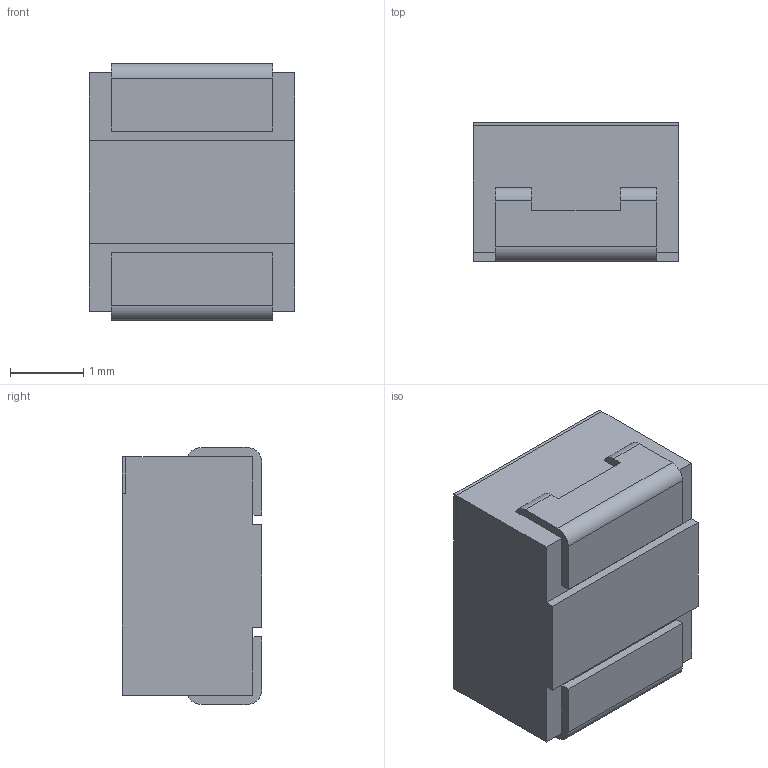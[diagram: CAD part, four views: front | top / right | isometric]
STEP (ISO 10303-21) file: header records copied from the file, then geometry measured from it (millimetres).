
FILE_DESCRIPTION(/* description */ (''),/* implementation_level */ '2;1');
FILE_NAME(/* name */ 'TAJB107K006RNJ.stp',/* time_stamp */ '2020-04-02T10:45:40+02:00',/* author */ ('sawaiz'),/* organization */ (''),/* preprocessor_version */ 'ST-DEVELOPER v18',/* originating_system */ 'Autodesk Inventor 2020',/* authorisation */ '');
FILE_SCHEMA (('AUTOMOTIVE_DESIGN { 1 0 10303 214 3 1 1 }'));
Length unit declared in the file: millimetre
Products named in the file (1): TAJB107K006RNJ
Bounding box: 2.8 x 1.9 x 3.5 mm (x, y, z)
Volume: 17.5 mm3; surface area: 59.7 mm2
Topology: 4 solids, 4 shells, 52 faces, 132 edges, 88 vertices
Faces by surface type: plane 46, cylinder 6
Entity records: 1604 total; most frequent: CARTESIAN_POINT 273, ORIENTED_EDGE 264, DIRECTION 250, EDGE_CURVE 132, LINE 120, VECTOR 120, VERTEX_POINT 88, AXIS2_PLACEMENT_3D 65
